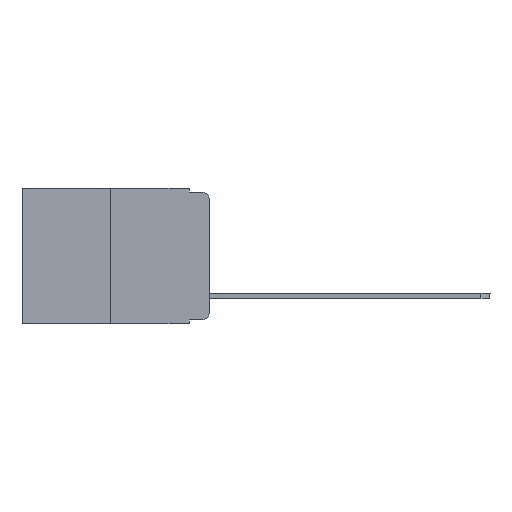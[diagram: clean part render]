
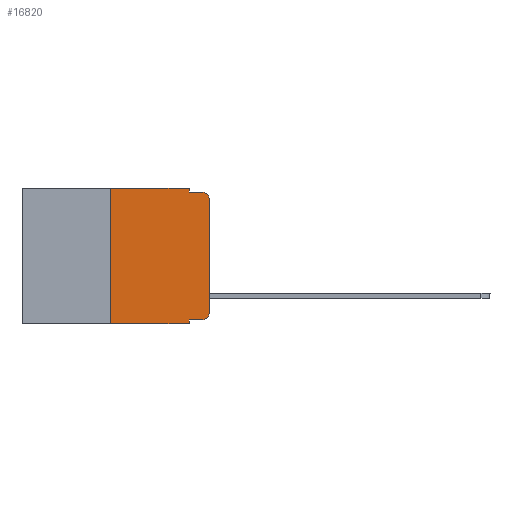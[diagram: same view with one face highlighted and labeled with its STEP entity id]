
A CAD part, left-side view. The second image highlights one B-rep face of the part: STEP entity #16820.
In plain terms, the highlighted planar face has unit normal (-1, 0, 0).
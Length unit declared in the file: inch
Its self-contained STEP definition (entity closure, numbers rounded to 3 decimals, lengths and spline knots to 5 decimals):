
#53 = CARTESIAN_POINT ( 'NONE',  ( 0., 0.051, -0.333 ) ) ;
#103 = EDGE_LOOP ( 'NONE', ( #824, #6267, #18898, #3582, #6286, #8267, #13281, #2224, #18838, #13704 ) ) ;
#202 = CARTESIAN_POINT ( 'NONE',  ( 0., 0.02, -0.03 ) ) ;
#213 = VERTEX_POINT ( 'NONE', #53 ) ;
#399 = DIRECTION ( 'NONE',  ( 0., -1., 0. ) ) ;
#427 = LINE ( 'NONE', #20086, #2016 ) ;
#536 = DIRECTION ( 'NONE',  ( 0., 0., -1. ) ) ;
#633 = VERTEX_POINT ( 'NONE', #4483 ) ;
#824 = ORIENTED_EDGE ( 'NONE', *, *, #4957, .T. ) ;
#1578 = DIRECTION ( 'NONE',  ( 0., 0., -1. ) ) ;
#1625 = DIRECTION ( 'NONE',  ( 0., -1., 0. ) ) ;
#1924 = CARTESIAN_POINT ( 'NONE',  ( 0., 0.051, -0.333 ) ) ;
#1985 = CARTESIAN_POINT ( 'NONE',  ( 0., 0.051, 0. ) ) ;
#2016 = VECTOR ( 'NONE', #13361, 39.37008 ) ;
#2221 = LINE ( 'NONE', #12808, #12509 ) ;
#2224 = ORIENTED_EDGE ( 'NONE', *, *, #21209, .F. ) ;
#2372 = DIRECTION ( 'NONE',  ( 1., 0., 0. ) ) ;
#2419 = EDGE_CURVE ( 'NONE', #15963, #14794, #16912, .T. ) ;
#3274 = CARTESIAN_POINT ( 'NONE',  ( 0., 0.02, -0.313 ) ) ;
#3582 = ORIENTED_EDGE ( 'NONE', *, *, #15730, .F. ) ;
#3854 = CARTESIAN_POINT ( 'NONE',  ( 0., 0.473, -0.343 ) ) ;
#4483 = CARTESIAN_POINT ( 'NONE',  ( 0., 0.02, -0.333 ) ) ;
#4759 = VERTEX_POINT ( 'NONE', #19687 ) ;
#4957 = EDGE_CURVE ( 'NONE', #20233, #17461, #2221, .T. ) ;
#5338 = DIRECTION ( 'NONE',  ( 0., 0., -1. ) ) ;
#5693 = LINE ( 'NONE', #12278, #15930 ) ;
#5765 = VERTEX_POINT ( 'NONE', #17346 ) ;
#6016 = DIRECTION ( 'NONE',  ( 0., 0., 1. ) ) ;
#6267 = ORIENTED_EDGE ( 'NONE', *, *, #10963, .T. ) ;
#6286 = ORIENTED_EDGE ( 'NONE', *, *, #2419, .F. ) ;
#6350 = CARTESIAN_POINT ( 'NONE',  ( 0., 0.25, -0.343 ) ) ;
#6430 = EDGE_CURVE ( 'NONE', #213, #633, #16054, .T. ) ;
#7006 = DIRECTION ( 'NONE',  ( 0., 0., -1. ) ) ;
#7225 = AXIS2_PLACEMENT_3D ( 'NONE', #10546, #2372, #536 ) ;
#7528 = EDGE_CURVE ( 'NONE', #633, #20233, #13077, .T. ) ;
#7539 = CARTESIAN_POINT ( 'NONE',  ( 0., 0.25, 0. ) ) ;
#7846 = VECTOR ( 'NONE', #399, 39.37008 ) ;
#8267 = ORIENTED_EDGE ( 'NONE', *, *, #11281, .F. ) ;
#8575 = VECTOR ( 'NONE', #6016, 39.37008 ) ;
#8839 = CIRCLE ( 'NONE', #15720, 0.02 ) ;
#9071 = FACE_OUTER_BOUND ( 'NONE', #103, .T. ) ;
#9190 = CARTESIAN_POINT ( 'NONE',  ( 0., 0., -0.03 ) ) ;
#10546 = CARTESIAN_POINT ( 'NONE',  ( 0., 0.473, 0. ) ) ;
#10688 = LINE ( 'NONE', #17548, #8575 ) ;
#10963 = EDGE_CURVE ( 'NONE', #17461, #14094, #8839, .T. ) ;
#11106 = CARTESIAN_POINT ( 'NONE',  ( 0., 0.473, 0. ) ) ;
#11281 = EDGE_CURVE ( 'NONE', #17672, #15963, #10688, .T. ) ;
#11974 = DIRECTION ( 'NONE',  ( 0., 0., -1. ) ) ;
#12278 = CARTESIAN_POINT ( 'NONE',  ( 0., 0.051, 0. ) ) ;
#12395 = CARTESIAN_POINT ( 'NONE',  ( 0., 0.02, -0.01 ) ) ;
#12509 = VECTOR ( 'NONE', #14339, 39.37008 ) ;
#12597 = CARTESIAN_POINT ( 'NONE',  ( 0., 0.051, 0. ) ) ;
#12808 = CARTESIAN_POINT ( 'NONE',  ( 0., 0., 0. ) ) ;
#13077 = CIRCLE ( 'NONE', #14279, 0.02 ) ;
#13281 = ORIENTED_EDGE ( 'NONE', *, *, #14621, .T. ) ;
#13361 = DIRECTION ( 'NONE',  ( 0., -1., 0. ) ) ;
#13605 = LINE ( 'NONE', #1985, #20684 ) ;
#13704 = ORIENTED_EDGE ( 'NONE', *, *, #7528, .T. ) ;
#14094 = VERTEX_POINT ( 'NONE', #12395 ) ;
#14279 = AXIS2_PLACEMENT_3D ( 'NONE', #3274, #19932, #1578 ) ;
#14339 = DIRECTION ( 'NONE',  ( 0., 0., 1. ) ) ;
#14433 = CARTESIAN_POINT ( 'NONE',  ( 0., 0., -0.313 ) ) ;
#14621 = EDGE_CURVE ( 'NONE', #17672, #5765, #19925, .T. ) ;
#14794 = VERTEX_POINT ( 'NONE', #12597 ) ;
#15720 = AXIS2_PLACEMENT_3D ( 'NONE', #202, #18646, #7006 ) ;
#15730 = EDGE_CURVE ( 'NONE', #14794, #4759, #13605, .T. ) ;
#15930 = VECTOR ( 'NONE', #11974, 39.37008 ) ;
#15963 = VERTEX_POINT ( 'NONE', #7539 ) ;
#16054 = LINE ( 'NONE', #1924, #21064 ) ;
#16153 = EDGE_CURVE ( 'NONE', #4759, #14094, #427, .T. ) ;
#16388 = VECTOR ( 'NONE', #19685, 39.37008 ) ;
#16820 = ADVANCED_FACE ( 'NONE', ( #9071 ), #18954, .F. ) ;
#16912 = LINE ( 'NONE', #11106, #16388 ) ;
#17346 = CARTESIAN_POINT ( 'NONE',  ( 0., 0.051, -0.343 ) ) ;
#17461 = VERTEX_POINT ( 'NONE', #9190 ) ;
#17548 = CARTESIAN_POINT ( 'NONE',  ( 0., 0.25, 0. ) ) ;
#17672 = VERTEX_POINT ( 'NONE', #6350 ) ;
#18646 = DIRECTION ( 'NONE',  ( -1., 0., 0. ) ) ;
#18838 = ORIENTED_EDGE ( 'NONE', *, *, #6430, .T. ) ;
#18898 = ORIENTED_EDGE ( 'NONE', *, *, #16153, .F. ) ;
#18954 = PLANE ( 'NONE',  #7225 ) ;
#19685 = DIRECTION ( 'NONE',  ( 0., -1., 0. ) ) ;
#19687 = CARTESIAN_POINT ( 'NONE',  ( 0., 0.051, -0.01 ) ) ;
#19925 = LINE ( 'NONE', #3854, #7846 ) ;
#19932 = DIRECTION ( 'NONE',  ( -1., 0., 0. ) ) ;
#20086 = CARTESIAN_POINT ( 'NONE',  ( 0., 0.051, -0.01 ) ) ;
#20233 = VERTEX_POINT ( 'NONE', #14433 ) ;
#20684 = VECTOR ( 'NONE', #5338, 39.37008 ) ;
#21064 = VECTOR ( 'NONE', #1625, 39.37008 ) ;
#21209 = EDGE_CURVE ( 'NONE', #213, #5765, #5693, .T. ) ;
